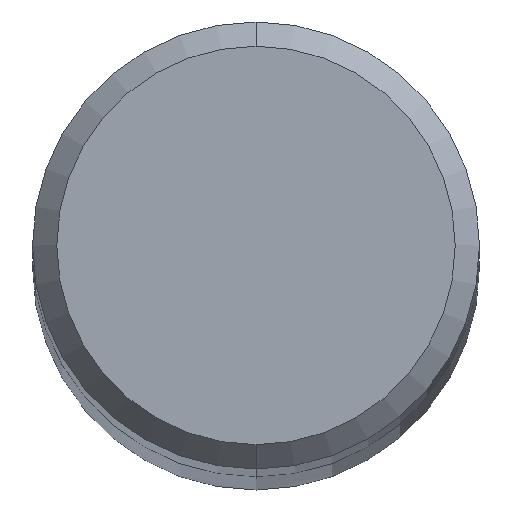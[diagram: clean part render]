
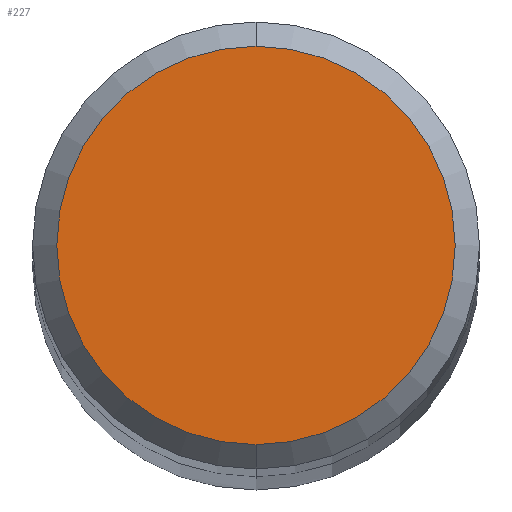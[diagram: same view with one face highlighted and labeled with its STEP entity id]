
A CAD part, top view. The second image highlights one B-rep face of the part: STEP entity #227.
In plain terms, the highlighted planar face has unit normal (0, 0, 1).
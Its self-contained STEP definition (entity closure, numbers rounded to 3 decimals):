
#227=ADVANCED_FACE('',(#494),#495,.T.);
#247=VERTEX_POINT('',#518);
#257=EDGE_CURVE('',#247,#363,#528,.T.);
#269=EDGE_CURVE('',#363,#247,#540,.T.);
#363=VERTEX_POINT('',#640);
#494=FACE_OUTER_BOUND('',#814,.T.);
#495=PLANE('',#815);
#518=CARTESIAN_POINT('',(0.0,4.1,88.0));
#528=CIRCLE('',#853,4.1);
#540=CIRCLE('',#866,4.1);
#640=CARTESIAN_POINT('',(0.,-4.1,88.0));
#814=EDGE_LOOP('',(#1368,#1369));
#815=AXIS2_PLACEMENT_3D('',#1370,#1371,#1372);
#853=AXIS2_PLACEMENT_3D('',#1420,#1421,#1422);
#866=AXIS2_PLACEMENT_3D('',#1423,#1424,#1425);
#1368=ORIENTED_EDGE('',*,*,#257,.F.);
#1369=ORIENTED_EDGE('',*,*,#269,.F.);
#1370=CARTESIAN_POINT('',(0.0,2.05,88.0));
#1371=DIRECTION('',(0.0,0.0,1.0));
#1372=DIRECTION('',(0.0,-1.0,0.0));
#1420=CARTESIAN_POINT('',(0.0,0.0,88.0));
#1421=DIRECTION('',(0.0,0.0,-1.0));
#1422=DIRECTION('',(0.0,1.0,0.0));
#1423=CARTESIAN_POINT('',(0.0,0.0,88.0));
#1424=DIRECTION('',(0.0,0.0,-1.0));
#1425=DIRECTION('',(0.0,1.0,0.0));
